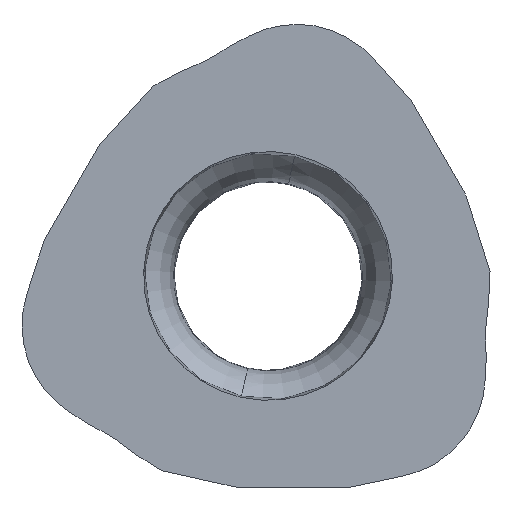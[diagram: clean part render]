
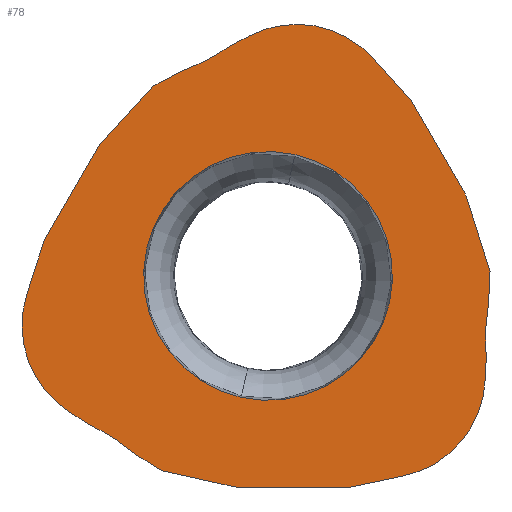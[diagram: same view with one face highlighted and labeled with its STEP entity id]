
A CAD part, top view. The second image highlights one B-rep face of the part: STEP entity #78.
In plain terms, the highlighted planar face has unit normal (0, 0, 1).
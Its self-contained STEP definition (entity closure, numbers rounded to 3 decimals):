
#78=ADVANCED_FACE('',(#128,#129),#110,.T.);
#110=PLANE('',#793);
#128=FACE_BOUND('',#134,.T.);
#129=FACE_BOUND('',#135,.T.);
#134=EDGE_LOOP('',(#175,#176,#177,#178,#179,#180,#181,#182,#183,#184,#185,
#186,#187,#188,#189,#190,#191,#192,#193,#194,#195));
#135=EDGE_LOOP('',(#196,#197));
#169=ELLIPSE('',#786,5.357,5.175);
#170=ELLIPSE('',#788,5.357,5.175);
#171=ELLIPSE('',#790,5.357,5.175);
#175=ORIENTED_EDGE('',*,*,#395,.F.);
#176=ORIENTED_EDGE('',*,*,#396,.F.);
#177=ORIENTED_EDGE('',*,*,#397,.F.);
#178=ORIENTED_EDGE('',*,*,#398,.F.);
#179=ORIENTED_EDGE('',*,*,#399,.F.);
#180=ORIENTED_EDGE('',*,*,#400,.F.);
#181=ORIENTED_EDGE('',*,*,#401,.F.);
#182=ORIENTED_EDGE('',*,*,#402,.F.);
#183=ORIENTED_EDGE('',*,*,#403,.F.);
#184=ORIENTED_EDGE('',*,*,#404,.F.);
#185=ORIENTED_EDGE('',*,*,#405,.F.);
#186=ORIENTED_EDGE('',*,*,#406,.F.);
#187=ORIENTED_EDGE('',*,*,#407,.F.);
#188=ORIENTED_EDGE('',*,*,#408,.F.);
#189=ORIENTED_EDGE('',*,*,#409,.F.);
#190=ORIENTED_EDGE('',*,*,#410,.F.);
#191=ORIENTED_EDGE('',*,*,#411,.F.);
#192=ORIENTED_EDGE('',*,*,#412,.F.);
#193=ORIENTED_EDGE('',*,*,#413,.F.);
#194=ORIENTED_EDGE('',*,*,#414,.F.);
#195=ORIENTED_EDGE('',*,*,#415,.F.);
#196=ORIENTED_EDGE('',*,*,#416,.F.);
#197=ORIENTED_EDGE('',*,*,#417,.F.);
#341=VERTEX_POINT('',#1088);
#342=VERTEX_POINT('',#1089);
#343=VERTEX_POINT('',#1091);
#344=VERTEX_POINT('',#1093);
#345=VERTEX_POINT('',#1095);
#346=VERTEX_POINT('',#1097);
#347=VERTEX_POINT('',#1099);
#348=VERTEX_POINT('',#1101);
#349=VERTEX_POINT('',#1103);
#350=VERTEX_POINT('',#1105);
#351=VERTEX_POINT('',#1107);
#352=VERTEX_POINT('',#1109);
#353=VERTEX_POINT('',#1111);
#354=VERTEX_POINT('',#1113);
#355=VERTEX_POINT('',#1115);
#356=VERTEX_POINT('',#1117);
#357=VERTEX_POINT('',#1119);
#358=VERTEX_POINT('',#1121);
#359=VERTEX_POINT('',#1123);
#360=VERTEX_POINT('',#1125);
#361=VERTEX_POINT('',#1127);
#362=VERTEX_POINT('',#1130);
#363=VERTEX_POINT('',#1131);
#395=EDGE_CURVE('',#341,#342,#587,.T.);
#396=EDGE_CURVE('',#343,#341,#588,.T.);
#397=EDGE_CURVE('',#344,#343,#589,.T.);
#398=EDGE_CURVE('',#345,#344,#486,.T.);
#399=EDGE_CURVE('',#346,#345,#590,.T.);
#400=EDGE_CURVE('',#347,#346,#169,.T.);
#401=EDGE_CURVE('',#348,#347,#591,.T.);
#402=EDGE_CURVE('',#349,#348,#592,.T.);
#403=EDGE_CURVE('',#350,#349,#593,.T.);
#404=EDGE_CURVE('',#351,#350,#594,.T.);
#405=EDGE_CURVE('',#352,#351,#487,.T.);
#406=EDGE_CURVE('',#353,#352,#595,.T.);
#407=EDGE_CURVE('',#354,#353,#170,.T.);
#408=EDGE_CURVE('',#355,#354,#596,.T.);
#409=EDGE_CURVE('',#356,#355,#597,.T.);
#410=EDGE_CURVE('',#357,#356,#598,.T.);
#411=EDGE_CURVE('',#358,#357,#599,.T.);
#412=EDGE_CURVE('',#359,#358,#488,.T.);
#413=EDGE_CURVE('',#360,#359,#600,.T.);
#414=EDGE_CURVE('',#361,#360,#171,.T.);
#415=EDGE_CURVE('',#342,#361,#601,.T.);
#416=EDGE_CURVE('',#362,#363,#489,.T.);
#417=EDGE_CURVE('',#363,#362,#490,.T.);
#486=CIRCLE('',#785,2.3);
#487=CIRCLE('',#787,2.3);
#488=CIRCLE('',#789,2.3);
#489=CIRCLE('',#791,2.78);
#490=CIRCLE('',#792,2.78);
#587=LINE('',#1087,#659);
#588=LINE('',#1090,#660);
#589=LINE('',#1092,#661);
#590=LINE('',#1096,#662);
#591=LINE('',#1100,#663);
#592=LINE('',#1102,#664);
#593=LINE('',#1104,#665);
#594=LINE('',#1106,#666);
#595=LINE('',#1110,#667);
#596=LINE('',#1114,#668);
#597=LINE('',#1116,#669);
#598=LINE('',#1118,#670);
#599=LINE('',#1120,#671);
#600=LINE('',#1124,#672);
#601=LINE('',#1128,#673);
#659=VECTOR('',#872,1.);
#660=VECTOR('',#873,1.);
#661=VECTOR('',#874,1.);
#662=VECTOR('',#877,1.);
#663=VECTOR('',#880,1.);
#664=VECTOR('',#881,1.);
#665=VECTOR('',#882,1.);
#666=VECTOR('',#883,1.);
#667=VECTOR('',#886,1.);
#668=VECTOR('',#889,1.);
#669=VECTOR('',#890,1.);
#670=VECTOR('',#891,1.);
#671=VECTOR('',#892,1.);
#672=VECTOR('',#895,1.);
#673=VECTOR('',#898,1.);
#785=AXIS2_PLACEMENT_3D('',#1094,#875,#876);
#786=AXIS2_PLACEMENT_3D('',#1098,#878,#879);
#787=AXIS2_PLACEMENT_3D('',#1108,#884,#885);
#788=AXIS2_PLACEMENT_3D('',#1112,#887,#888);
#789=AXIS2_PLACEMENT_3D('',#1122,#893,#894);
#790=AXIS2_PLACEMENT_3D('',#1126,#896,#897);
#791=AXIS2_PLACEMENT_3D('',#1129,#899,#900);
#792=AXIS2_PLACEMENT_3D('',#1132,#901,#902);
#793=AXIS2_PLACEMENT_3D('',#1133,#903,#904);
#872=DIRECTION('',(0.676,0.737,0.));
#873=DIRECTION('',(0.5,0.866,0.));
#874=DIRECTION('',(0.309,0.951,0.));
#875=DIRECTION('',(0.,0.,-1.));
#876=DIRECTION('',(-0.537,-0.843,0.));
#877=DIRECTION('',(-0.843,0.537,0.));
#878=DIRECTION('',(0.,0.,1.));
#879=DIRECTION('',(0.537,0.843,0.));
#880=DIRECTION('',(-0.843,0.537,0.));
#881=DIRECTION('',(-0.976,0.216,0.));
#882=DIRECTION('',(-1.,0.,0.));
#883=DIRECTION('',(-0.978,-0.208,0.));
#884=DIRECTION('',(0.,0.,-1.));
#885=DIRECTION('',(0.999,-0.044,0.));
#886=DIRECTION('',(-0.044,-0.999,0.));
#887=DIRECTION('',(0.,0.,1.));
#888=DIRECTION('',(0.999,-0.044,0.));
#889=DIRECTION('',(-0.044,-0.999,0.));
#890=DIRECTION('',(0.301,-0.954,0.));
#891=DIRECTION('',(0.5,-0.866,0.));
#892=DIRECTION('',(0.669,-0.743,0.));
#893=DIRECTION('',(0.,0.,-1.));
#894=DIRECTION('',(-0.462,0.887,0.));
#895=DIRECTION('',(0.887,0.462,0.));
#896=DIRECTION('',(0.,0.,1.));
#897=DIRECTION('',(-0.462,0.887,0.));
#898=DIRECTION('',(0.887,0.462,0.));
#899=DIRECTION('',(0.,0.,1.));
#900=DIRECTION('',(-0.216,-0.976,0.));
#901=DIRECTION('',(0.,0.,1.));
#902=DIRECTION('',(0.216,0.976,0.));
#903=DIRECTION('',(0.,0.,1.));
#904=DIRECTION('',(-0.976,0.216,0.));
#1087=CARTESIAN_POINT('',(-3.762,2.944,0.));
#1088=CARTESIAN_POINT('',(-3.762,2.944,0.));
#1089=CARTESIAN_POINT('',(-2.574,4.241,0.));
#1090=CARTESIAN_POINT('',(-4.994,0.81,0.));
#1091=CARTESIAN_POINT('',(-4.994,0.81,0.));
#1092=CARTESIAN_POINT('',(-5.385,-0.394,0.));
#1093=CARTESIAN_POINT('',(-5.385,-0.394,0.));
#1094=CARTESIAN_POINT('',(-3.198,-1.105,0.));
#1095=CARTESIAN_POINT('',(-4.434,-3.045,0.));
#1096=CARTESIAN_POINT('',(-4.012,-3.313,0.));
#1097=CARTESIAN_POINT('',(-4.012,-3.313,0.));
#1098=CARTESIAN_POINT('',(-6.352,-8.13,0.));
#1099=CARTESIAN_POINT('',(-2.976,-3.973,0.));
#1100=CARTESIAN_POINT('',(-2.386,-4.349,0.));
#1101=CARTESIAN_POINT('',(-2.386,-4.349,0.));
#1102=CARTESIAN_POINT('',(-0.668,-4.73,0.));
#1103=CARTESIAN_POINT('',(-0.668,-4.73,0.));
#1104=CARTESIAN_POINT('',(1.796,-4.73,0.));
#1105=CARTESIAN_POINT('',(1.796,-4.73,0.));
#1106=CARTESIAN_POINT('',(3.034,-4.467,0.));
#1107=CARTESIAN_POINT('',(3.034,-4.467,0.));
#1108=CARTESIAN_POINT('',(2.556,-2.217,0.));
#1109=CARTESIAN_POINT('',(4.854,-2.317,0.));
#1110=CARTESIAN_POINT('',(4.875,-1.818,0.));
#1111=CARTESIAN_POINT('',(4.875,-1.818,0.));
#1112=CARTESIAN_POINT('',(10.217,-1.436,0.));
#1113=CARTESIAN_POINT('',(4.929,-0.591,0.));
#1114=CARTESIAN_POINT('',(4.959,0.108,0.));
#1115=CARTESIAN_POINT('',(4.959,0.108,0.));
#1116=CARTESIAN_POINT('',(4.43,1.786,0.));
#1117=CARTESIAN_POINT('',(4.43,1.786,0.));
#1118=CARTESIAN_POINT('',(3.198,3.92,0.));
#1119=CARTESIAN_POINT('',(3.198,3.92,0.));
#1120=CARTESIAN_POINT('',(2.351,4.861,0.));
#1121=CARTESIAN_POINT('',(2.351,4.861,0.));
#1122=CARTESIAN_POINT('',(0.642,3.322,0.));
#1123=CARTESIAN_POINT('',(-0.42,5.362,0.));
#1124=CARTESIAN_POINT('',(-0.863,5.131,0.));
#1125=CARTESIAN_POINT('',(-0.863,5.131,0.));
#1126=CARTESIAN_POINT('',(-3.864,9.566,0.));
#1127=CARTESIAN_POINT('',(-1.953,4.564,0.));
#1128=CARTESIAN_POINT('',(-2.574,4.241,0.));
#1129=CARTESIAN_POINT('',(0.,0.,0.));
#1130=CARTESIAN_POINT('',(-0.602,-2.714,0.));
#1131=CARTESIAN_POINT('',(0.602,2.714,0.));
#1132=CARTESIAN_POINT('',(0.,0.,0.));
#1133=CARTESIAN_POINT('',(0.,0.,0.));
